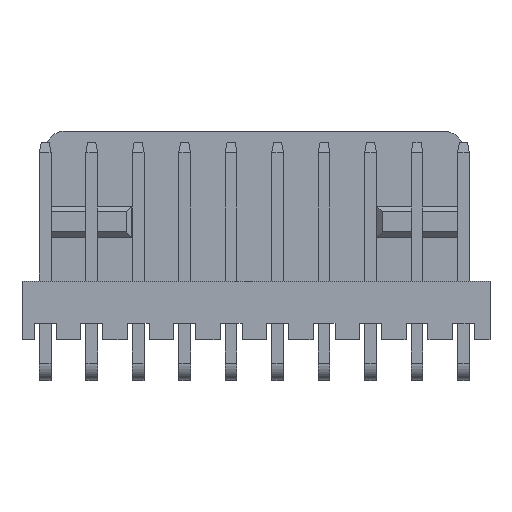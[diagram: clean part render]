
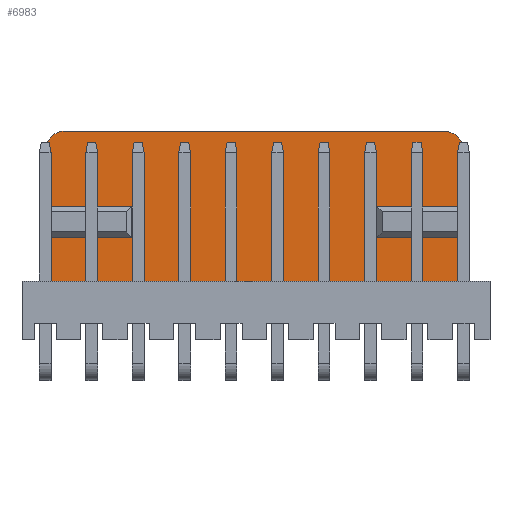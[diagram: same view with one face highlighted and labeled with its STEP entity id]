
A CAD part, top view. The second image highlights one B-rep face of the part: STEP entity #6983.
In plain terms, the highlighted planar face has unit normal (0, 0, 1).
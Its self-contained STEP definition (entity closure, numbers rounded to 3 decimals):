
#122 = EDGE_LOOP ( 'NONE', ( #8606, #8607, #8608, #8609, #8610, #8611, #8612, #8613, #8614, #8615, #8616, #8617, #8618, #8619 ) ) ;
#258 = LINE ( 'NONE', #6166, #263 ) ;
#260 = LINE ( 'NONE', #6180, #265 ) ;
#262 = LINE ( 'NONE', #6183, #267 ) ;
#263 = VECTOR ( 'NONE', #6184, 1000. ) ;
#264 = LINE ( 'NONE', #6185, #269 ) ;
#265 = VECTOR ( 'NONE', #6186, 1000. ) ;
#266 = LINE ( 'NONE', #6187, #271 ) ;
#267 = VECTOR ( 'NONE', #6188, 1000. ) ;
#269 = VECTOR ( 'NONE', #6189, 1000. ) ;
#270 = CIRCLE ( 'NONE', #2086, 1. ) ;
#271 = VECTOR ( 'NONE', #6191, 1000. ) ;
#646 = CARTESIAN_POINT ( 'NONE',  ( -9.538, 0.723, 0.86 ) ) ;
#647 = CARTESIAN_POINT ( 'NONE',  ( -9.538, -0.977, 0.86 ) ) ;
#672 = CARTESIAN_POINT ( 'NONE',  ( -4.828, 0.723, 0.86 ) ) ;
#680 = CARTESIAN_POINT ( 'NONE',  ( -4.828, -0.977, 0.86 ) ) ;
#704 = CARTESIAN_POINT ( 'NONE',  ( -9.538, -3.377, 0.86 ) ) ;
#710 = CARTESIAN_POINT ( 'NONE',  ( -9.538, 3.823, 0.86 ) ) ;
#712 = CARTESIAN_POINT ( 'NONE',  ( -8.538, 4.823, 0.86 ) ) ;
#777 = CARTESIAN_POINT ( 'NONE',  ( 13.262, -3.377, 0.86 ) ) ;
#793 = CARTESIAN_POINT ( 'NONE',  ( 12.262, 4.823, 0.86 ) ) ;
#802 = CARTESIAN_POINT ( 'NONE',  ( 13.262, 0.723, 0.86 ) ) ;
#807 = CARTESIAN_POINT ( 'NONE',  ( 8.552, 0.723, 0.86 ) ) ;
#1829 = AXIS2_PLACEMENT_3D ( 'NONE', #7986, #7994, #7995 ) ;
#1929 = EDGE_CURVE ( 'NONE', #2486, #6964, #258, .T. ) ;
#1930 = EDGE_CURVE ( 'NONE', #6162, #6964, #260, .T. ) ;
#1931 = EDGE_CURVE ( 'NONE', #2516, #6162, #262, .T. ) ;
#1932 = EDGE_CURVE ( 'NONE', #2511, #2516, #264, .T. ) ;
#1933 = EDGE_CURVE ( 'NONE', #2511, #8505, #266, .T. ) ;
#1934 = EDGE_CURVE ( 'NONE', #2502, #8505, #270, .T. ) ;
#2086 = AXIS2_PLACEMENT_3D ( 'NONE', #6195, #6196, #6197 ) ;
#2355 = VERTEX_POINT ( 'NONE', #646 ) ;
#2356 = VERTEX_POINT ( 'NONE', #647 ) ;
#2381 = VERTEX_POINT ( 'NONE', #672 ) ;
#2389 = VERTEX_POINT ( 'NONE', #680 ) ;
#2413 = VERTEX_POINT ( 'NONE', #704 ) ;
#2419 = VERTEX_POINT ( 'NONE', #710 ) ;
#2421 = VERTEX_POINT ( 'NONE', #712 ) ;
#2486 = VERTEX_POINT ( 'NONE', #777 ) ;
#2502 = VERTEX_POINT ( 'NONE', #793 ) ;
#2511 = VERTEX_POINT ( 'NONE', #802 ) ;
#2516 = VERTEX_POINT ( 'NONE', #807 ) ;
#2847 = FACE_OUTER_BOUND ( 'NONE', #122, .T. ) ;
#3405 = LINE ( 'NONE', #5084, #3408 ) ;
#3408 = VECTOR ( 'NONE', #5085, 1000. ) ;
#3409 = LINE ( 'NONE', #5088, #3412 ) ;
#3412 = VECTOR ( 'NONE', #5090, 1000. ) ;
#3413 = LINE ( 'NONE', #5092, #3416 ) ;
#3416 = VECTOR ( 'NONE', #5093, 1000. ) ;
#3517 = CIRCLE ( 'NONE', #4466, 1. ) ;
#3529 = LINE ( 'NONE', #5214, #3538 ) ;
#3537 = LINE ( 'NONE', #5220, #3540 ) ;
#3538 = VECTOR ( 'NONE', #5219, 1000. ) ;
#3540 = VECTOR ( 'NONE', #5221, 1000. ) ;
#4466 = AXIS2_PLACEMENT_3D ( 'NONE', #5210, #5211, #5212 ) ;
#4707 = CARTESIAN_POINT ( 'NONE',  ( 13.262, 3.823, 0.86 ) ) ;
#5084 = CARTESIAN_POINT ( 'NONE',  ( -9.538, -0.977, 0.86 ) ) ;
#5085 = DIRECTION ( 'NONE',  ( 1., 0., 0. ) ) ;
#5088 = CARTESIAN_POINT ( 'NONE',  ( -4.828, 0.723, 0.86 ) ) ;
#5090 = DIRECTION ( 'NONE',  ( 0., 1., 0. ) ) ;
#5092 = CARTESIAN_POINT ( 'NONE',  ( -9.538, 0.723, 0.86 ) ) ;
#5093 = DIRECTION ( 'NONE',  ( -1., 0., 0. ) ) ;
#5210 = CARTESIAN_POINT ( 'NONE',  ( -8.538, 3.823, 0.86 ) ) ;
#5211 = DIRECTION ( 'NONE',  ( 0., 0., -1. ) ) ;
#5212 = DIRECTION ( 'NONE',  ( 1., 0., 0. ) ) ;
#5214 = CARTESIAN_POINT ( 'NONE',  ( -9.538, -3.377, 0.86 ) ) ;
#5219 = DIRECTION ( 'NONE',  ( 0., -1., 0. ) ) ;
#5220 = CARTESIAN_POINT ( 'NONE',  ( -9.538, -3.377, 0.86 ) ) ;
#5221 = DIRECTION ( 'NONE',  ( 0., -1., 0. ) ) ;
#5439 = CARTESIAN_POINT ( 'NONE',  ( -8.538, 4.823, 0.86 ) ) ;
#5440 = DIRECTION ( 'NONE',  ( -1., 0., 0. ) ) ;
#5449 = CARTESIAN_POINT ( 'NONE',  ( -10.858, -3.377, 0.86 ) ) ;
#5450 = DIRECTION ( 'NONE',  ( 1., 0., 0. ) ) ;
#5509 = LINE ( 'NONE', #5439, #5512 ) ;
#5512 = VECTOR ( 'NONE', #5440, 1000. ) ;
#5519 = LINE ( 'NONE', #5449, #5522 ) ;
#5522 = VECTOR ( 'NONE', #5450, 1000. ) ;
#6162 = VERTEX_POINT ( 'NONE', #7918 ) ;
#6166 = CARTESIAN_POINT ( 'NONE',  ( 13.262, 3.823, 0.86 ) ) ;
#6180 = CARTESIAN_POINT ( 'NONE',  ( -34.938, -0.977, 0.86 ) ) ;
#6183 = CARTESIAN_POINT ( 'NONE',  ( 8.552, 0.723, 0.86 ) ) ;
#6184 = DIRECTION ( 'NONE',  ( 0., 1., 0. ) ) ;
#6185 = CARTESIAN_POINT ( 'NONE',  ( -34.938, 0.723, 0.86 ) ) ;
#6186 = DIRECTION ( 'NONE',  ( 1., 0., 0. ) ) ;
#6187 = CARTESIAN_POINT ( 'NONE',  ( 13.262, 3.823, 0.86 ) ) ;
#6188 = DIRECTION ( 'NONE',  ( 0., -1., 0. ) ) ;
#6189 = DIRECTION ( 'NONE',  ( -1., 0., 0. ) ) ;
#6191 = DIRECTION ( 'NONE',  ( 0., 1., 0. ) ) ;
#6195 = CARTESIAN_POINT ( 'NONE',  ( 12.262, 3.823, 0.86 ) ) ;
#6196 = DIRECTION ( 'NONE',  ( 0., 0., -1. ) ) ;
#6197 = DIRECTION ( 'NONE',  ( 1., 0., 0. ) ) ;
#6964 = VERTEX_POINT ( 'NONE', #7907 ) ;
#6983 = ADVANCED_FACE ( 'NONE', ( #2847 ), #7992, .F. ) ;
#7907 = CARTESIAN_POINT ( 'NONE',  ( 13.262, -0.977, 0.86 ) ) ;
#7918 = CARTESIAN_POINT ( 'NONE',  ( 8.552, -0.977, 0.86 ) ) ;
#7986 = CARTESIAN_POINT ( 'NONE',  ( -9.538, 0.723, 0.86 ) ) ;
#7992 = PLANE ( 'NONE',  #1829 ) ;
#7994 = DIRECTION ( 'NONE',  ( 0., 0., -1. ) ) ;
#7995 = DIRECTION ( 'NONE',  ( -1., 0., 0. ) ) ;
#8505 = VERTEX_POINT ( 'NONE', #4707 ) ;
#8606 = ORIENTED_EDGE ( 'NONE', *, *, #9122, .T. ) ;
#8607 = ORIENTED_EDGE ( 'NONE', *, *, #1929, .T. ) ;
#8608 = ORIENTED_EDGE ( 'NONE', *, *, #1930, .F. ) ;
#8609 = ORIENTED_EDGE ( 'NONE', *, *, #1931, .F. ) ;
#8610 = ORIENTED_EDGE ( 'NONE', *, *, #1932, .F. ) ;
#8611 = ORIENTED_EDGE ( 'NONE', *, *, #1933, .T. ) ;
#8612 = ORIENTED_EDGE ( 'NONE', *, *, #1934, .F. ) ;
#8613 = ORIENTED_EDGE ( 'NONE', *, *, #9117, .T. ) ;
#8614 = ORIENTED_EDGE ( 'NONE', *, *, #9003, .F. ) ;
#8615 = ORIENTED_EDGE ( 'NONE', *, *, #9008, .T. ) ;
#8616 = ORIENTED_EDGE ( 'NONE', *, *, #8945, .F. ) ;
#8617 = ORIENTED_EDGE ( 'NONE', *, *, #8943, .F. ) ;
#8618 = ORIENTED_EDGE ( 'NONE', *, *, #8941, .F. ) ;
#8619 = ORIENTED_EDGE ( 'NONE', *, *, #9007, .T. ) ;
#8941 = EDGE_CURVE ( 'NONE', #2356, #2389, #3405, .T. ) ;
#8943 = EDGE_CURVE ( 'NONE', #2389, #2381, #3409, .T. ) ;
#8945 = EDGE_CURVE ( 'NONE', #2381, #2355, #3413, .T. ) ;
#9003 = EDGE_CURVE ( 'NONE', #2419, #2421, #3517, .T. ) ;
#9007 = EDGE_CURVE ( 'NONE', #2356, #2413, #3529, .T. ) ;
#9008 = EDGE_CURVE ( 'NONE', #2419, #2355, #3537, .T. ) ;
#9117 = EDGE_CURVE ( 'NONE', #2502, #2421, #5509, .T. ) ;
#9122 = EDGE_CURVE ( 'NONE', #2413, #2486, #5519, .T. ) ;
